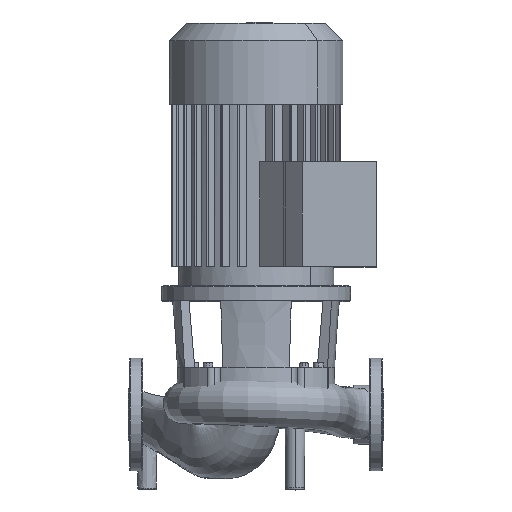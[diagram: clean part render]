
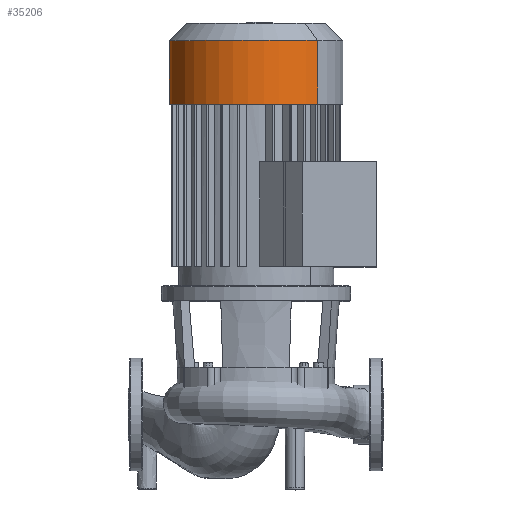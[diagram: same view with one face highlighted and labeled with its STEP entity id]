
A CAD part, top view. The second image highlights one B-rep face of the part: STEP entity #35206.
In plain terms, the highlighted cylindrical face has radius 116 mm (diameter 232 mm), a partial arc.
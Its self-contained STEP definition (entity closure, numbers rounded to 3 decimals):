
#30812=CARTESIAN_POINT('',(252.024,413.0,252.024));
#30813=VERTEX_POINT('',#30812);
#30814=CARTESIAN_POINT('',(252.024,497.8,252.024));
#30815=VERTEX_POINT('',#30814);
#30816=CARTESIAN_POINT('',(252.024,413.0,252.024));
#30817=DIRECTION('',(0.0,1.0,0.0));
#30818=VECTOR('',#30817,84.8);
#30819=LINE('',#30816,#30818);
#30820=EDGE_CURVE('',#30813,#30815,#30819,.T.);
#30822=CARTESIAN_POINT('',(87.976,413.0,87.976));
#30823=VERTEX_POINT('',#30822);
#30831=CARTESIAN_POINT('',(87.976,497.8,87.976));
#30832=VERTEX_POINT('',#30831);
#30833=CARTESIAN_POINT('',(87.976,413.0,87.976));
#30834=DIRECTION('',(0.0,1.0,0.0));
#30835=VECTOR('',#30834,84.8);
#30836=LINE('',#30833,#30835);
#30837=EDGE_CURVE('',#30823,#30832,#30836,.T.);
#33755=CARTESIAN_POINT('',(170.,413.0,170.0));
#33756=DIRECTION('',(0.0,1.,0.0));
#33757=DIRECTION('',(0.707,0.0,0.707));
#33758=AXIS2_PLACEMENT_3D('',#33755,#33756,#33757);
#33759=CIRCLE('',#33758,116.0);
#33760=EDGE_CURVE('',#30823,#30813,#33759,.T.);
#35185=CARTESIAN_POINT('',(170.,497.8,170.0));
#35186=DIRECTION('',(0.0,1.,0.0));
#35187=DIRECTION('',(0.707,0.0,0.707));
#35188=AXIS2_PLACEMENT_3D('',#35185,#35186,#35187);
#35189=CIRCLE('',#35188,116.0);
#35190=EDGE_CURVE('',#30832,#30815,#35189,.T.);
#35195=CARTESIAN_POINT('',(170.,521.0,170.0));
#35196=DIRECTION('',(0.0,-1.0,0.0));
#35197=DIRECTION('',(0.707,0.0,0.707));
#35198=AXIS2_PLACEMENT_3D('',#35195,#35196,#35197);
#35199=CYLINDRICAL_SURFACE('',#35198,116.);
#35200=ORIENTED_EDGE('',*,*,#30820,.T.);
#35201=ORIENTED_EDGE('',*,*,#35190,.F.);
#35202=ORIENTED_EDGE('',*,*,#30837,.F.);
#35203=ORIENTED_EDGE('',*,*,#33760,.T.);
#35204=EDGE_LOOP('',(#35200,#35201,#35202,#35203));
#35205=FACE_OUTER_BOUND('',#35204,.T.);
#35206=ADVANCED_FACE('',(#35205),#35199,.T.);
